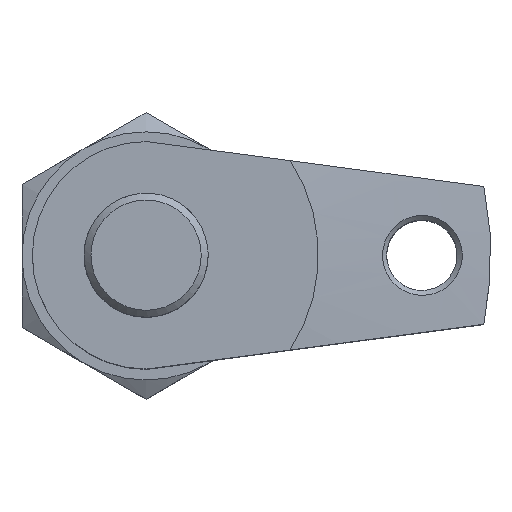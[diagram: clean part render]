
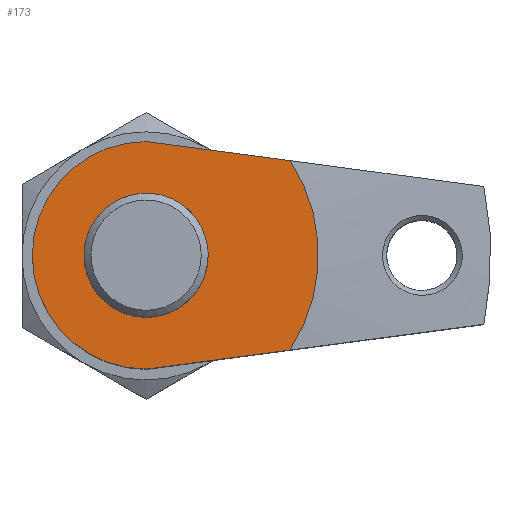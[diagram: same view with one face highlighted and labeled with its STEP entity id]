
A CAD part, top view. The second image highlights one B-rep face of the part: STEP entity #173.
In plain terms, the highlighted planar face has unit normal (0, 0, 1).
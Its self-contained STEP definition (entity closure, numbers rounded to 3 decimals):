
#173 = ADVANCED_FACE( '', ( #224, #225 ), #226, .T. );
#224 = FACE_OUTER_BOUND( '', #346, .T. );
#225 = FACE_BOUND( '', #347, .T. );
#226 = PLANE( '', #348 );
#346 = EDGE_LOOP( '', ( #503, #504, #505, #506 ) );
#347 = EDGE_LOOP( '', ( #507 ) );
#348 = AXIS2_PLACEMENT_3D( '', #508, #509, #510 );
#503 = ORIENTED_EDGE( '', *, *, #824, .T. );
#504 = ORIENTED_EDGE( '', *, *, #825, .T. );
#505 = ORIENTED_EDGE( '', *, *, #826, .T. );
#506 = ORIENTED_EDGE( '', *, *, #827, .T. );
#507 = ORIENTED_EDGE( '', *, *, #828, .F. );
#508 = CARTESIAN_POINT( '', ( 0., 0., 46. ) );
#509 = DIRECTION( '', ( 0., 0., 1. ) );
#510 = DIRECTION( '', ( 1., 0., 0. ) );
#824 = EDGE_CURVE( '', #911, #912, #913, .T. );
#825 = EDGE_CURVE( '', #912, #914, #915, .T. );
#826 = EDGE_CURVE( '', #914, #916, #917, .T. );
#827 = EDGE_CURVE( '', #916, #911, #918, .T. );
#828 = EDGE_CURVE( '', #919, #919, #920, .T. );
#911 = VERTEX_POINT( '', #1059 );
#912 = VERTEX_POINT( '', #1060 );
#913 = LINE( '', #1061, #1062 );
#914 = VERTEX_POINT( '', #1063 );
#915 = CIRCLE( '', #1064, 25. );
#916 = VERTEX_POINT( '', #1065 );
#917 = LINE( '', #1066, #1067 );
#918 = CIRCLE( '', #1068, 16.5 );
#919 = VERTEX_POINT( '', #1069 );
#920 = CIRCLE( '', #1070, 9.001 );
#1059 = CARTESIAN_POINT( '', ( 0., -16.5, 46. ) );
#1060 = CARTESIAN_POINT( '', ( 20.894, -13.728, 46. ) );
#1061 = CARTESIAN_POINT( '', ( 0., -16.5, 46. ) );
#1062 = VECTOR( '', #1474, 1000. );
#1063 = CARTESIAN_POINT( '', ( 20.894, 13.728, 46. ) );
#1064 = AXIS2_PLACEMENT_3D( '', #1475, #1476, #1477 );
#1065 = CARTESIAN_POINT( '', ( 0., 16.5, 46. ) );
#1066 = CARTESIAN_POINT( '', ( 0., 16.5, 46. ) );
#1067 = VECTOR( '', #1478, 1000. );
#1068 = AXIS2_PLACEMENT_3D( '', #1479, #1480, #1481 );
#1069 = CARTESIAN_POINT( '', ( 8.922, 1.184, 46. ) );
#1070 = AXIS2_PLACEMENT_3D( '', #1482, #1483, #1484 );
#1474 = DIRECTION( '', ( 0.991, 0.132, 0. ) );
#1475 = CARTESIAN_POINT( '', ( 0., 0., 46. ) );
#1476 = DIRECTION( '', ( 0., 0., 1. ) );
#1477 = DIRECTION( '', ( 1., 0., 0. ) );
#1478 = DIRECTION( '', ( -0.991, 0.132, 0. ) );
#1479 = CARTESIAN_POINT( '', ( 0., 0., 46. ) );
#1480 = DIRECTION( '', ( 0., 0., 1. ) );
#1481 = DIRECTION( '', ( 0., 1., 0. ) );
#1482 = CARTESIAN_POINT( '', ( 0., 0., 46. ) );
#1483 = DIRECTION( '', ( 0., 0., 1. ) );
#1484 = DIRECTION( '', ( 0.991, 0.132, 0. ) );
